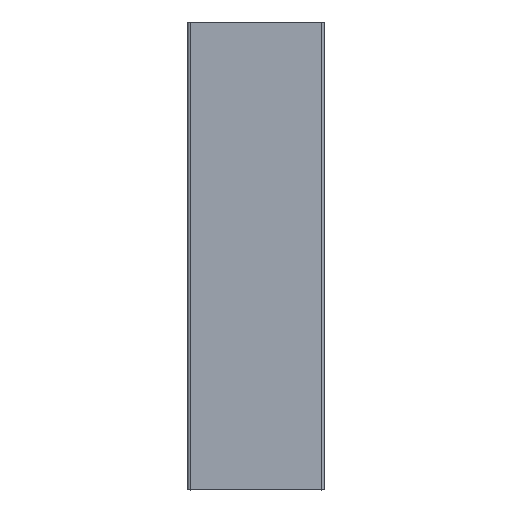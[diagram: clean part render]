
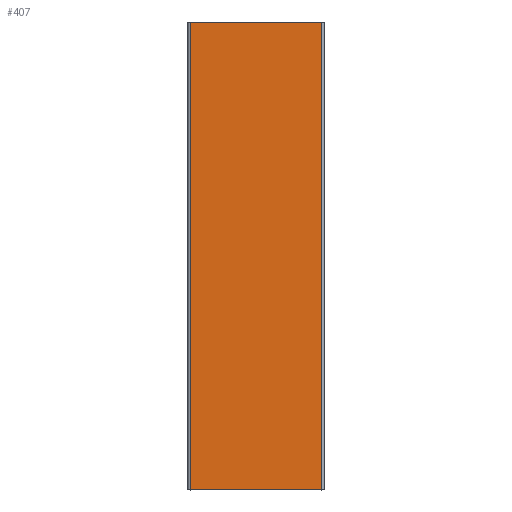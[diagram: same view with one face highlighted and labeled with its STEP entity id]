
A CAD part, top view. The second image highlights one B-rep face of the part: STEP entity #407.
In plain terms, the highlighted planar face has unit normal (0, 0, 1).
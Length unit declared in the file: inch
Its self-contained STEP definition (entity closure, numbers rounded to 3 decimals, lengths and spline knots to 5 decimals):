
#24=CARTESIAN_POINT('',(2.66947,11.14839,0.097));
#25=VERTEX_POINT('',#24);
#43=CARTESIAN_POINT('',(2.66947,5.14839,0.097));
#44=VERTEX_POINT('',#43);
#52=CARTESIAN_POINT('',(2.66947,5.14839,0.097));
#53=DIRECTION('',(0.,1.,0.));
#54=VECTOR('',#53,1.);
#55=LINE('',#52,#54);
#56=EDGE_CURVE('',#44,#25,#55,.T.);
#353=CARTESIAN_POINT('',(4.35947,11.14839,0.097));
#354=VERTEX_POINT('',#353);
#362=CARTESIAN_POINT('',(4.35947,5.14839,0.097));
#363=VERTEX_POINT('',#362);
#364=CARTESIAN_POINT('',(4.35947,5.14839,0.097));
#365=DIRECTION('',(0.,1.,0.));
#366=VECTOR('',#365,1.);
#367=LINE('',#364,#366);
#368=EDGE_CURVE('',#363,#354,#367,.T.);
#386=CARTESIAN_POINT('',(4.35947,11.14839,0.097));
#387=DIRECTION('',(-1.,0.,0.));
#388=VECTOR('',#387,1.);
#389=LINE('',#386,#388);
#390=EDGE_CURVE('',#354,#25,#389,.T.);
#391=ORIENTED_EDGE('',*,*,#390,.T.);
#392=ORIENTED_EDGE('',*,*,#56,.F.);
#393=CARTESIAN_POINT('',(4.35947,5.14839,0.097));
#394=DIRECTION('',(-1.,0.,0.));
#395=VECTOR('',#394,1.);
#396=LINE('',#393,#395);
#397=EDGE_CURVE('',#363,#44,#396,.T.);
#398=ORIENTED_EDGE('',*,*,#397,.F.);
#399=ORIENTED_EDGE('',*,*,#368,.T.);
#400=EDGE_LOOP('',(#391,#392,#398,#399));
#401=FACE_OUTER_BOUND('',#400,.T.);
#402=CARTESIAN_POINT('',(3.51447,5.14839,0.097));
#403=DIRECTION('',(0.,0.,1.));
#404=DIRECTION('',(1.,0.,0.));
#405=AXIS2_PLACEMENT_3D('',#402,#403,#404);
#406=PLANE('',#405);
#407=ADVANCED_FACE('',(#401),#406,.T.);
